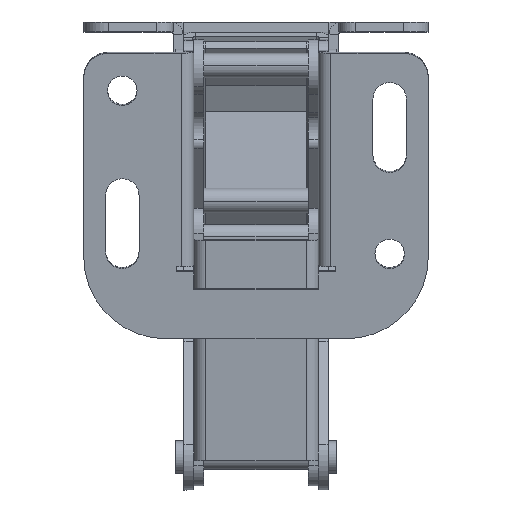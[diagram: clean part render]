
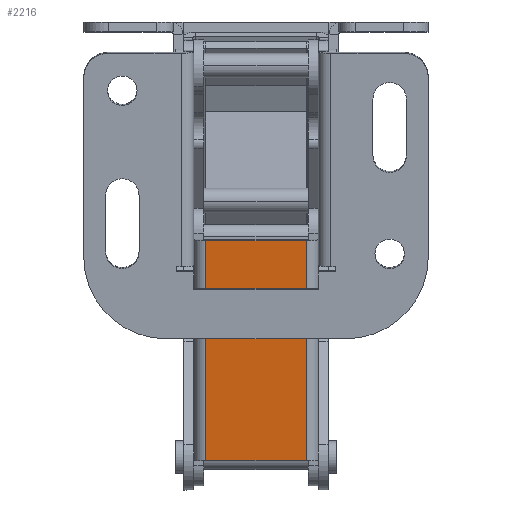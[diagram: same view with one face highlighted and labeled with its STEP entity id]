
A CAD part, top view. The second image highlights one B-rep face of the part: STEP entity #2216.
In plain terms, the highlighted face is planar.
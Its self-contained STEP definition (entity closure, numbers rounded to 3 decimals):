
#1037 = CARTESIAN_POINT ( 'NONE',  ( 13.5, 0., 6.1 ) ) ;
#1177 = VERTEX_POINT ( 'NONE', #1037 ) ;
#1468 = CARTESIAN_POINT ( 'NONE',  ( -13.5, 0., 6.1 ) ) ;
#1555 = DIRECTION ( 'NONE',  ( 0., 0., -1. ) ) ;
#1642 = EDGE_CURVE ( 'NONE', #18085, #17116, #19470, .T. ) ;
#2216 = ADVANCED_FACE ( 'NONE', ( #17549 ), #21469, .T. ) ;
#2475 = VERTEX_POINT ( 'NONE', #23606 ) ;
#2807 = EDGE_CURVE ( 'NONE', #1177, #2475, #3624, .T. ) ;
#3220 = CARTESIAN_POINT ( 'NONE',  ( 13.5, 0., -6.1 ) ) ;
#3624 = LINE ( 'NONE', #9409, #20702 ) ;
#4539 = EDGE_LOOP ( 'NONE', ( #9176, #10174, #23896, #22271 ) ) ;
#9176 = ORIENTED_EDGE ( 'NONE', *, *, #1642, .T. ) ;
#9409 = CARTESIAN_POINT ( 'NONE',  ( 13.5, 0., 7.6 ) ) ;
#9588 = CARTESIAN_POINT ( 'NONE',  ( -13.5, 0., 6.1 ) ) ;
#9705 = CARTESIAN_POINT ( 'NONE',  ( 0., 0., 0. ) ) ;
#9814 = AXIS2_PLACEMENT_3D ( 'NONE', #9705, #15710, #21546 ) ;
#9996 = LINE ( 'NONE', #3220, #18242 ) ;
#10174 = ORIENTED_EDGE ( 'NONE', *, *, #22434, .T. ) ;
#10241 = DIRECTION ( 'NONE',  ( 0., 0., 1. ) ) ;
#11154 = EDGE_CURVE ( 'NONE', #2475, #18085, #9996, .T. ) ;
#11600 = LINE ( 'NONE', #1468, #22053 ) ;
#14192 = CARTESIAN_POINT ( 'NONE',  ( -13.5, 0., 7.6 ) ) ;
#15710 = DIRECTION ( 'NONE',  ( 0., 1., 0. ) ) ;
#16932 = VECTOR ( 'NONE', #10241, 1000. ) ;
#17116 = VERTEX_POINT ( 'NONE', #9588 ) ;
#17344 = DIRECTION ( 'NONE',  ( -1., 0., 0. ) ) ;
#17549 = FACE_OUTER_BOUND ( 'NONE', #4539, .T. ) ;
#18085 = VERTEX_POINT ( 'NONE', #26042 ) ;
#18242 = VECTOR ( 'NONE', #17344, 1000. ) ;
#19470 = LINE ( 'NONE', #14192, #16932 ) ;
#20702 = VECTOR ( 'NONE', #1555, 1000. ) ;
#21248 = DIRECTION ( 'NONE',  ( 1., 0., 0. ) ) ;
#21469 = PLANE ( 'NONE',  #9814 ) ;
#21546 = DIRECTION ( 'NONE',  ( 0., 0., 1. ) ) ;
#22053 = VECTOR ( 'NONE', #21248, 1000. ) ;
#22271 = ORIENTED_EDGE ( 'NONE', *, *, #11154, .T. ) ;
#22434 = EDGE_CURVE ( 'NONE', #17116, #1177, #11600, .T. ) ;
#23606 = CARTESIAN_POINT ( 'NONE',  ( 13.5, 0., -6.1 ) ) ;
#23896 = ORIENTED_EDGE ( 'NONE', *, *, #2807, .T. ) ;
#26042 = CARTESIAN_POINT ( 'NONE',  ( -13.5, 0., -6.1 ) ) ;
